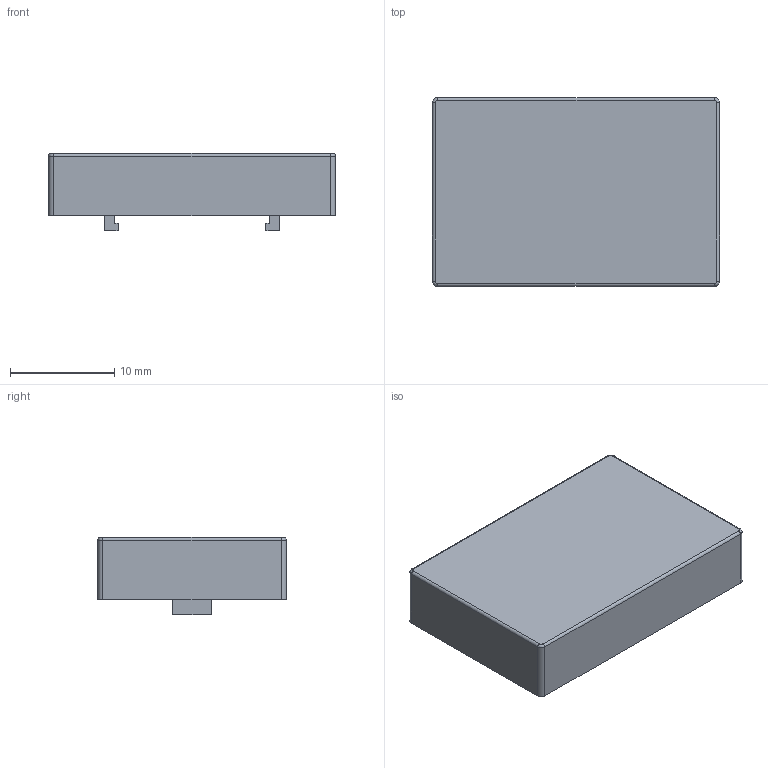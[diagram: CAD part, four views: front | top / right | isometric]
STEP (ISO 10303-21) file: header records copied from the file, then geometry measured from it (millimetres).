
FILE_DESCRIPTION(/* description */ (''),/* implementation_level */ '2;1');
FILE_NAME(/* name */ '150_Blocker.step',/* time_stamp */ '2023-09-07T22:24:09-05:00',/* author */ (''),/* organization */ (''),/* preprocessor_version */ 'ST-DEVELOPER v20',/* originating_system */ 'Autodesk Translation Framework v12.9.0.99',/* authorisation */ '');
FILE_SCHEMA (('AUTOMOTIVE_DESIGN { 1 0 10303 214 3 1 1 }'));
Length unit declared in the file: millimetre
Products named in the file (4): MX; Cherry Keycaps Full v5; Cherry Keycaps Full; R3_1.5u
Assembly tree (3 placements, depth 4):
  MX
    Cherry Keycaps Full v5
      Cherry Keycaps Full
        R3_1.5u
Bounding box: 27.51 x 18.08 x 7.4 mm (x, y, z)
Volume: 1417.7 mm3; surface area: 2204.6 mm2
Topology: 1 solids, 1 shells, 67 faces, 181 edges, 119 vertices
Faces by surface type: plane 49, cylinder 14, bspline 4
Entity records: 2203 total; most frequent: CARTESIAN_POINT 406, ORIENTED_EDGE 362, DIRECTION 353, EDGE_CURVE 181, LINE 149, VECTOR 149, VERTEX_POINT 119, AXIS2_PLACEMENT_3D 102
